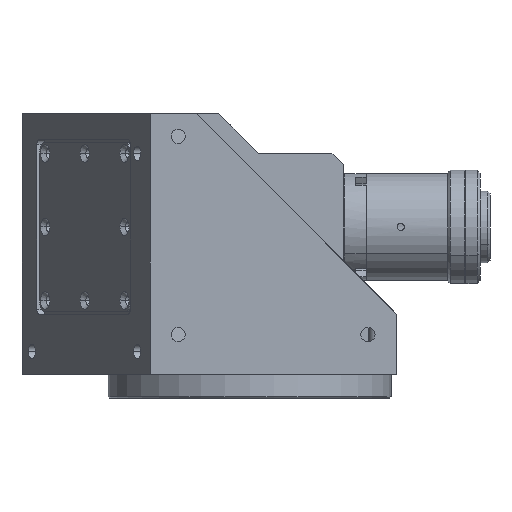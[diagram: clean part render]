
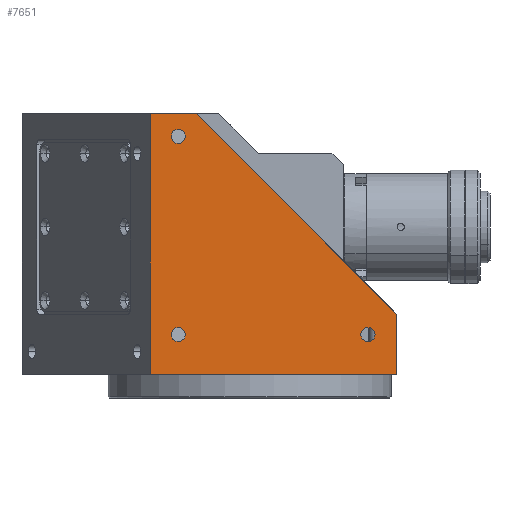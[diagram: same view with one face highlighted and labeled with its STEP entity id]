
A CAD part, front view. The second image highlights one B-rep face of the part: STEP entity #7651.
In plain terms, the highlighted planar face has unit normal (0, -1, 0).
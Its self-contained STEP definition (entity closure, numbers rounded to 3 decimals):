
#132 = FACE_OUTER_BOUND ( 'NONE', #8924, .T. ) ;
#247 = DIRECTION ( 'NONE',  ( 0., -1., 0. ) ) ;
#265 = VERTEX_POINT ( 'NONE', #8393 ) ;
#313 = DIRECTION ( 'NONE',  ( 0., 0., -1. ) ) ;
#334 = CIRCLE ( 'NONE', #9606, 2.5 ) ;
#402 = VERTEX_POINT ( 'NONE', #10224 ) ;
#434 = VERTEX_POINT ( 'NONE', #3960 ) ;
#531 = DIRECTION ( 'NONE',  ( 0., -1., 0. ) ) ;
#717 = VERTEX_POINT ( 'NONE', #9300 ) ;
#724 = DIRECTION ( 'NONE',  ( 0., 0., -1. ) ) ;
#796 = CARTESIAN_POINT ( 'NONE',  ( 41.815, -52., 206.692 ) ) ;
#932 = EDGE_CURVE ( 'NONE', #434, #265, #7928, .T. ) ;
#1075 = VECTOR ( 'NONE', #1285, 1000. ) ;
#1115 = DIRECTION ( 'NONE',  ( 1., 0., 0. ) ) ;
#1285 = DIRECTION ( 'NONE',  ( 0., 0., 1. ) ) ;
#1481 = EDGE_LOOP ( 'NONE', ( #7945, #5682 ) ) ;
#1504 = DIRECTION ( 'NONE',  ( 0., 0., -1. ) ) ;
#1538 = FACE_BOUND ( 'NONE', #1481, .T. ) ;
#1619 = EDGE_CURVE ( 'NONE', #7373, #402, #7905, .T. ) ;
#1807 = CARTESIAN_POINT ( 'NONE',  ( -18.787, -52., 282.192 ) ) ;
#1946 = EDGE_CURVE ( 'NONE', #402, #7373, #8155, .T. ) ;
#1967 = EDGE_CURVE ( 'NONE', #8629, #2834, #5469, .T. ) ;
#2232 = CARTESIAN_POINT ( 'NONE',  ( -35.185, -52., 282.192 ) ) ;
#2240 = VECTOR ( 'NONE', #1115, 1000. ) ;
#2355 = DIRECTION ( 'NONE',  ( 1., 0., 0. ) ) ;
#2377 = EDGE_CURVE ( 'NONE', #717, #8228, #5688, .T. ) ;
#2609 = CARTESIAN_POINT ( 'NONE',  ( -35.185, -52., 190.192 ) ) ;
#2834 = VERTEX_POINT ( 'NONE', #7523 ) ;
#2911 = DIRECTION ( 'NONE',  ( 0., -1., 0. ) ) ;
#2996 = ORIENTED_EDGE ( 'NONE', *, *, #4031, .F. ) ;
#3004 = EDGE_CURVE ( 'NONE', #10147, #7701, #7839, .T. ) ;
#3013 = CARTESIAN_POINT ( 'NONE',  ( -35.185, -52., 180.192 ) ) ;
#3166 = DIRECTION ( 'NONE',  ( 0., -1., 0. ) ) ;
#3383 = CARTESIAN_POINT ( 'NONE',  ( -18.787, -52., 282.192 ) ) ;
#3448 = AXIS2_PLACEMENT_3D ( 'NONE', #5842, #8243, #4266 ) ;
#3485 = EDGE_CURVE ( 'NONE', #717, #7877, #7206, .T. ) ;
#3496 = ORIENTED_EDGE ( 'NONE', *, *, #4410, .F. ) ;
#3960 = CARTESIAN_POINT ( 'NONE',  ( -25.185, -52., 206.692 ) ) ;
#4031 = EDGE_CURVE ( 'NONE', #8228, #7701, #8550, .T. ) ;
#4266 = DIRECTION ( 'NONE',  ( 0., 0., -1. ) ) ;
#4410 = EDGE_CURVE ( 'NONE', #2834, #8629, #334, .T. ) ;
#4514 = AXIS2_PLACEMENT_3D ( 'NONE', #4624, #5445, #724 ) ;
#4624 = CARTESIAN_POINT ( 'NONE',  ( 41.815, -52., 204.192 ) ) ;
#4781 = ORIENTED_EDGE ( 'NONE', *, *, #1967, .F. ) ;
#4991 = ORIENTED_EDGE ( 'NONE', *, *, #3485, .T. ) ;
#5028 = DIRECTION ( 'NONE',  ( 0., 0., -1. ) ) ;
#5053 = DIRECTION ( 'NONE',  ( 0., -1., 0. ) ) ;
#5241 = ORIENTED_EDGE ( 'NONE', *, *, #5874, .T. ) ;
#5339 = CARTESIAN_POINT ( 'NONE',  ( -25.185, -52., 276.692 ) ) ;
#5445 = DIRECTION ( 'NONE',  ( 0., -1., 0. ) ) ;
#5469 = CIRCLE ( 'NONE', #9404, 2.5 ) ;
#5670 = CARTESIAN_POINT ( 'NONE',  ( -25.185, -52., 274.192 ) ) ;
#5673 = CIRCLE ( 'NONE', #3448, 2.5 ) ;
#5682 = ORIENTED_EDGE ( 'NONE', *, *, #932, .F. ) ;
#5686 = ORIENTED_EDGE ( 'NONE', *, *, #1946, .F. ) ;
#5688 = LINE ( 'NONE', #3013, #7270 ) ;
#5729 = CARTESIAN_POINT ( 'NONE',  ( -35.185, -52., 180.192 ) ) ;
#5842 = CARTESIAN_POINT ( 'NONE',  ( -25.185, -52., 204.192 ) ) ;
#5874 = EDGE_CURVE ( 'NONE', #7877, #10147, #8936, .T. ) ;
#6021 = CARTESIAN_POINT ( 'NONE',  ( -35.185, -52., 282.192 ) ) ;
#6044 = DIRECTION ( 'NONE',  ( 0., 0., -1. ) ) ;
#6116 = CARTESIAN_POINT ( 'NONE',  ( -25.185, -52., 274.192 ) ) ;
#6650 = ORIENTED_EDGE ( 'NONE', *, *, #1619, .F. ) ;
#6870 = CARTESIAN_POINT ( 'NONE',  ( 52., -52., 180.192 ) ) ;
#7002 = VECTOR ( 'NONE', #8920, 1000. ) ;
#7044 = FACE_BOUND ( 'NONE', #9636, .T. ) ;
#7168 = AXIS2_PLACEMENT_3D ( 'NONE', #7875, #3166, #1504 ) ;
#7206 = LINE ( 'NONE', #2609, #2240 ) ;
#7270 = VECTOR ( 'NONE', #8489, 1000. ) ;
#7373 = VERTEX_POINT ( 'NONE', #796 ) ;
#7477 = CARTESIAN_POINT ( 'NONE',  ( 52., -52., 211.405 ) ) ;
#7523 = CARTESIAN_POINT ( 'NONE',  ( -25.185, -52., 271.692 ) ) ;
#7612 = DIRECTION ( 'NONE',  ( 0., 0., -1. ) ) ;
#7651 = ADVANCED_FACE ( 'NONE', ( #8770, #7044, #1538, #132 ), #8157, .T. ) ;
#7683 = CARTESIAN_POINT ( 'NONE',  ( 41.815, -52., 204.192 ) ) ;
#7699 = ORIENTED_EDGE ( 'NONE', *, *, #2377, .F. ) ;
#7701 = VERTEX_POINT ( 'NONE', #1807 ) ;
#7839 = LINE ( 'NONE', #3383, #7002 ) ;
#7875 = CARTESIAN_POINT ( 'NONE',  ( -25.185, -52., 204.192 ) ) ;
#7877 = VERTEX_POINT ( 'NONE', #8957 ) ;
#7905 = CIRCLE ( 'NONE', #4514, 2.5 ) ;
#7928 = CIRCLE ( 'NONE', #7168, 2.5 ) ;
#7945 = ORIENTED_EDGE ( 'NONE', *, *, #10159, .F. ) ;
#7946 = EDGE_LOOP ( 'NONE', ( #3496, #4781 ) ) ;
#8155 = CIRCLE ( 'NONE', #8858, 2.5 ) ;
#8157 = PLANE ( 'NONE',  #8412 ) ;
#8228 = VERTEX_POINT ( 'NONE', #2232 ) ;
#8243 = DIRECTION ( 'NONE',  ( 0., -1., 0. ) ) ;
#8393 = CARTESIAN_POINT ( 'NONE',  ( -25.185, -52., 201.692 ) ) ;
#8412 = AXIS2_PLACEMENT_3D ( 'NONE', #5729, #5053, #313 ) ;
#8489 = DIRECTION ( 'NONE',  ( 0., 0., 1. ) ) ;
#8550 = LINE ( 'NONE', #6021, #9662 ) ;
#8629 = VERTEX_POINT ( 'NONE', #5339 ) ;
#8770 = FACE_BOUND ( 'NONE', #7946, .T. ) ;
#8858 = AXIS2_PLACEMENT_3D ( 'NONE', #7683, #2911, #6044 ) ;
#8920 = DIRECTION ( 'NONE',  ( -0.707, 0., 0.707 ) ) ;
#8924 = EDGE_LOOP ( 'NONE', ( #5241, #9443, #2996, #7699, #4991 ) ) ;
#8936 = LINE ( 'NONE', #6870, #1075 ) ;
#8957 = CARTESIAN_POINT ( 'NONE',  ( 52., -52., 190.192 ) ) ;
#9300 = CARTESIAN_POINT ( 'NONE',  ( -35.185, -52., 190.192 ) ) ;
#9404 = AXIS2_PLACEMENT_3D ( 'NONE', #6116, #531, #7612 ) ;
#9443 = ORIENTED_EDGE ( 'NONE', *, *, #3004, .T. ) ;
#9606 = AXIS2_PLACEMENT_3D ( 'NONE', #5670, #247, #5028 ) ;
#9636 = EDGE_LOOP ( 'NONE', ( #5686, #6650 ) ) ;
#9662 = VECTOR ( 'NONE', #2355, 1000. ) ;
#10147 = VERTEX_POINT ( 'NONE', #7477 ) ;
#10159 = EDGE_CURVE ( 'NONE', #265, #434, #5673, .T. ) ;
#10224 = CARTESIAN_POINT ( 'NONE',  ( 41.815, -52., 201.692 ) ) ;
